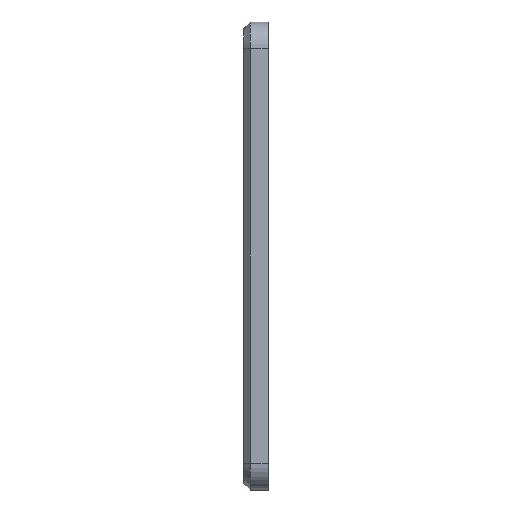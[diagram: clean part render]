
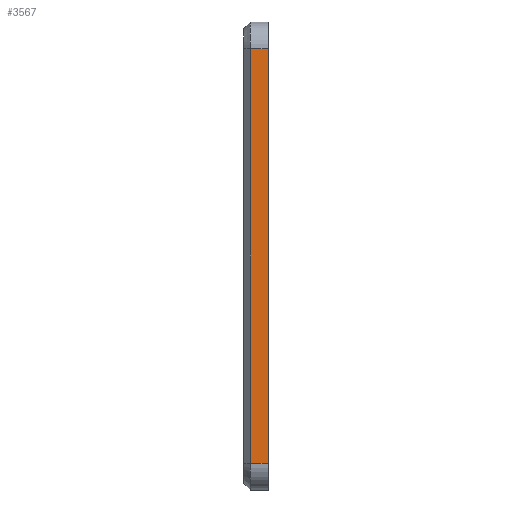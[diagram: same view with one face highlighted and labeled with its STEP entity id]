
A CAD part, left-side view. The second image highlights one B-rep face of the part: STEP entity #3567.
In plain terms, the highlighted planar face has unit normal (-1, 0, 0).
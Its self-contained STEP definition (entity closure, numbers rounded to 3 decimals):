
#152=PLANE('',#3789);
#258=FACE_OUTER_BOUND('',#452,.T.);
#452=EDGE_LOOP('',(#2525,#2526,#2527,#2528));
#877=LINE('',#5296,#1236);
#886=LINE('',#5326,#1245);
#888=LINE('',#5332,#1247);
#889=LINE('',#5333,#1248);
#1236=VECTOR('',#4185,10.);
#1245=VECTOR('',#4218,10.);
#1247=VECTOR('',#4224,10.);
#1248=VECTOR('',#4225,10.);
#1592=VERTEX_POINT('',#5286);
#1594=VERTEX_POINT('',#5292);
#1604=VERTEX_POINT('',#5325);
#1606=VERTEX_POINT('',#5331);
#1953=EDGE_CURVE('',#1592,#1594,#877,.T.);
#1968=EDGE_CURVE('',#1594,#1604,#886,.T.);
#1971=EDGE_CURVE('',#1606,#1592,#888,.T.);
#1972=EDGE_CURVE('',#1606,#1604,#889,.T.);
#2525=ORIENTED_EDGE('',*,*,#1953,.F.);
#2526=ORIENTED_EDGE('',*,*,#1971,.F.);
#2527=ORIENTED_EDGE('',*,*,#1972,.T.);
#2528=ORIENTED_EDGE('',*,*,#1968,.F.);
#3567=ADVANCED_FACE('',(#258),#152,.T.);
#3789=AXIS2_PLACEMENT_3D('',#5330,#4222,#4223);
#4185=DIRECTION('',(0.,0.,1.));
#4218=DIRECTION('',(0.,-1.,0.));
#4222=DIRECTION('center_axis',(-1.,0.,0.));
#4223=DIRECTION('ref_axis',(0.,0.,1.));
#4224=DIRECTION('',(0.,1.,0.));
#4225=DIRECTION('',(0.,0.,1.));
#5286=CARTESIAN_POINT('',(-7.09,4.,23.065));
#5292=CARTESIAN_POINT('',(-7.09,4.,115.109));
#5296=CARTESIAN_POINT('',(-7.09,4.,43.076));
#5325=CARTESIAN_POINT('',(-7.09,0.,115.109));
#5326=CARTESIAN_POINT('',(-7.09,0.,115.109));
#5330=CARTESIAN_POINT('Origin',(-7.09,0.,17.065));
#5331=CARTESIAN_POINT('',(-7.09,0.,23.065));
#5332=CARTESIAN_POINT('',(-7.09,0.,23.065));
#5333=CARTESIAN_POINT('',(-7.09,0.,17.065));
